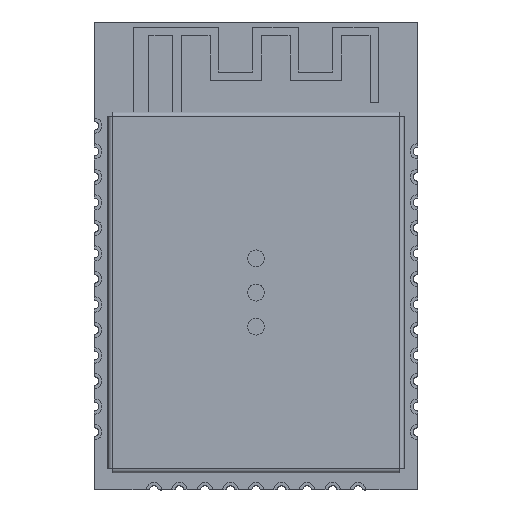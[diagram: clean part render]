
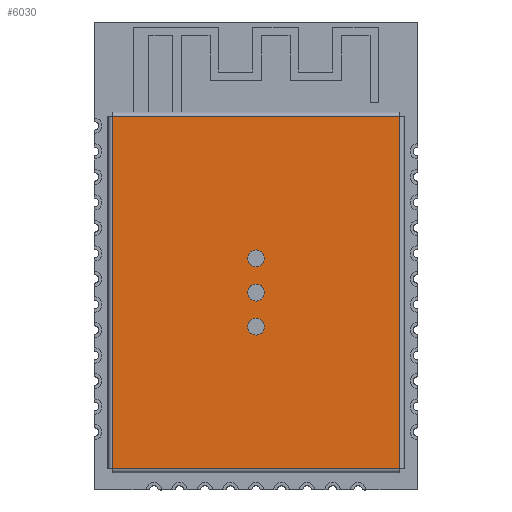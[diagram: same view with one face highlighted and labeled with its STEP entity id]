
A CAD part, top view. The second image highlights one B-rep face of the part: STEP entity #6030.
In plain terms, the highlighted planar face has unit normal (0, 0, 1).
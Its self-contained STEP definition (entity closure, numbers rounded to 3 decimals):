
#306=CIRCLE('',#6496,0.5);
#307=CIRCLE('',#6497,0.5);
#308=CIRCLE('',#6498,0.5);
#1878=ORIENTED_EDGE('',*,*,#2774,.F.);
#1879=ORIENTED_EDGE('',*,*,#2775,.T.);
#1880=ORIENTED_EDGE('',*,*,#2776,.T.);
#1881=ORIENTED_EDGE('',*,*,#2777,.T.);
#1882=ORIENTED_EDGE('',*,*,#2778,.F.);
#1883=ORIENTED_EDGE('',*,*,#2779,.F.);
#1884=ORIENTED_EDGE('',*,*,#2773,.T.);
#2773=EDGE_CURVE('',#3298,#3303,#4050,.T.);
#2774=EDGE_CURVE('',#3321,#3321,#306,.T.);
#2775=EDGE_CURVE('',#3322,#3322,#307,.T.);
#2776=EDGE_CURVE('',#3323,#3323,#308,.T.);
#2777=EDGE_CURVE('',#3303,#3309,#4051,.T.);
#2778=EDGE_CURVE('',#3291,#3309,#4052,.T.);
#2779=EDGE_CURVE('',#3298,#3291,#4053,.T.);
#3291=VERTEX_POINT('',#9710);
#3298=VERTEX_POINT('',#9725);
#3303=VERTEX_POINT('',#9736);
#3309=VERTEX_POINT('',#9749);
#3321=VERTEX_POINT('',#9797);
#3322=VERTEX_POINT('',#9799);
#3323=VERTEX_POINT('',#9801);
#4050=LINE('',#9794,#4788);
#4051=LINE('',#9802,#4789);
#4052=LINE('',#9803,#4790);
#4053=LINE('',#9804,#4791);
#4788=VECTOR('',#8043,1000.);
#4789=VECTOR('',#8052,1000.);
#4790=VECTOR('',#8053,1000.);
#4791=VECTOR('',#8054,1000.);
#5113=EDGE_LOOP('',(#1878));
#5114=EDGE_LOOP('',(#1879));
#5115=EDGE_LOOP('',(#1880));
#5116=EDGE_LOOP('',(#1881,#1882,#1883,#1884));
#5439=FACE_BOUND('',#5113,.T.);
#5440=FACE_BOUND('',#5114,.T.);
#5441=FACE_BOUND('',#5115,.T.);
#5442=FACE_BOUND('',#5116,.T.);
#5722=PLANE('',#6495);
#6030=ADVANCED_FACE('',(#5439,#5440,#5441,#5442),#5722,.F.);
#6495=AXIS2_PLACEMENT_3D('',#9795,#8044,#8045);
#6496=AXIS2_PLACEMENT_3D('',#9796,#8046,#8047);
#6497=AXIS2_PLACEMENT_3D('',#9798,#8048,#8049);
#6498=AXIS2_PLACEMENT_3D('',#9800,#8050,#8051);
#8043=DIRECTION('',(0.,-1.,0.));
#8044=DIRECTION('',(0.,0.,-1.));
#8045=DIRECTION('',(-1.,0.,0.));
#8046=DIRECTION('',(0.,0.,1.));
#8047=DIRECTION('',(1.,0.,0.));
#8048=DIRECTION('',(0.,0.,-1.));
#8049=DIRECTION('',(1.,0.,0.));
#8050=DIRECTION('',(0.,0.,-1.));
#8051=DIRECTION('',(1.,0.,0.));
#8052=DIRECTION('',(1.,0.,0.));
#8053=DIRECTION('',(0.,-1.,0.));
#8054=DIRECTION('',(1.,0.,0.));
#9710=CARTESIAN_POINT('',(10.35,8.45,1.9));
#9725=CARTESIAN_POINT('',(-10.35,8.45,1.9));
#9736=CARTESIAN_POINT('',(-10.35,-8.45,1.9));
#9749=CARTESIAN_POINT('',(10.35,-8.45,1.9));
#9794=CARTESIAN_POINT('',(-10.35,8.45,1.9));
#9795=CARTESIAN_POINT('',(-10.6,8.45,1.9));
#9796=CARTESIAN_POINT('',(2.,0.,1.9));
#9797=CARTESIAN_POINT('',(2.5,0.,1.9));
#9798=CARTESIAN_POINT('',(-2.,0.,1.9));
#9799=CARTESIAN_POINT('',(-1.5,0.,1.9));
#9800=CARTESIAN_POINT('',(0.,0.,1.9));
#9801=CARTESIAN_POINT('',(0.5,0.,1.9));
#9802=CARTESIAN_POINT('',(-10.6,-8.45,1.9));
#9803=CARTESIAN_POINT('',(10.35,8.45,1.9));
#9804=CARTESIAN_POINT('',(-10.6,8.45,1.9));
